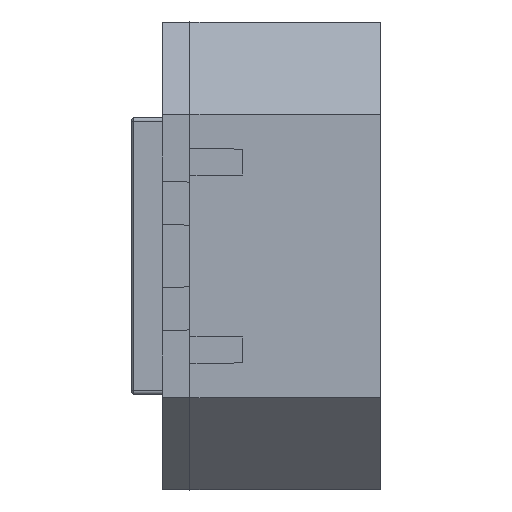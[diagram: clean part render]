
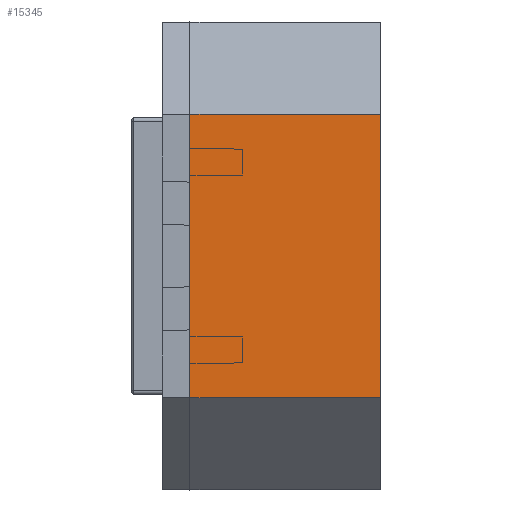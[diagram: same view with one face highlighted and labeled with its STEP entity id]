
A CAD part, left-side view. The second image highlights one B-rep face of the part: STEP entity #15345.
In plain terms, the highlighted planar face has unit normal (-1, 0, 0).
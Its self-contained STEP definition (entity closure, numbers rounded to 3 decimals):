
#124 = DIRECTION ( 'NONE',  ( 0., 0., -1. ) ) ;
#4047 = CARTESIAN_POINT ( 'NONE',  ( -104., -23., 31. ) ) ;
#6442 = DIRECTION ( 'NONE',  ( 1., 0., 0. ) ) ;
#8941 = VECTOR ( 'NONE', #51051, 1000. ) ;
#11372 = EDGE_CURVE ( 'NONE', #35662, #88722, #35989, .T. ) ;
#15345 = ADVANCED_FACE ( 'NONE', ( #95170 ), #65782, .F. ) ;
#23755 = VECTOR ( 'NONE', #30407, 1000. ) ;
#25752 = ORIENTED_EDGE ( 'NONE', *, *, #11372, .F. ) ;
#30407 = DIRECTION ( 'NONE',  ( 0., -1., 0. ) ) ;
#30865 = EDGE_LOOP ( 'NONE', ( #42290, #25752, #80700, #32135 ) ) ;
#32135 = ORIENTED_EDGE ( 'NONE', *, *, #121930, .T. ) ;
#35364 = CARTESIAN_POINT ( 'NONE',  ( -104., -23., 31. ) ) ;
#35662 = VERTEX_POINT ( 'NONE', #35364 ) ;
#35989 = LINE ( 'NONE', #4047, #46874 ) ;
#42290 = ORIENTED_EDGE ( 'NONE', *, *, #114335, .T. ) ;
#46874 = VECTOR ( 'NONE', #76688, 1000. ) ;
#50067 = CARTESIAN_POINT ( 'NONE',  ( -104., -23., 0. ) ) ;
#51051 = DIRECTION ( 'NONE',  ( 0., -1., 0. ) ) ;
#57629 = CARTESIAN_POINT ( 'NONE',  ( -104., 23., 31. ) ) ;
#60431 = CARTESIAN_POINT ( 'NONE',  ( -104., -23., 31. ) ) ;
#62119 = CARTESIAN_POINT ( 'NONE',  ( -104., 23., 31. ) ) ;
#63841 = CARTESIAN_POINT ( 'NONE',  ( -104., 23., 0. ) ) ;
#65782 = PLANE ( 'NONE',  #116865 ) ;
#68678 = VERTEX_POINT ( 'NONE', #57629 ) ;
#71692 = CARTESIAN_POINT ( 'NONE',  ( -104., -23., 0. ) ) ;
#73687 = LINE ( 'NONE', #60431, #23755 ) ;
#75775 = DIRECTION ( 'NONE',  ( 0., 0., -1. ) ) ;
#76688 = DIRECTION ( 'NONE',  ( 0., 0., -1. ) ) ;
#80700 = ORIENTED_EDGE ( 'NONE', *, *, #96734, .F. ) ;
#88722 = VERTEX_POINT ( 'NONE', #50067 ) ;
#95170 = FACE_OUTER_BOUND ( 'NONE', #30865, .T. ) ;
#96734 = EDGE_CURVE ( 'NONE', #68678, #35662, #73687, .T. ) ;
#105832 = CARTESIAN_POINT ( 'NONE',  ( -104., -23., 31. ) ) ;
#113688 = VECTOR ( 'NONE', #124, 1000. ) ;
#114335 = EDGE_CURVE ( 'NONE', #128613, #88722, #119167, .T. ) ;
#116865 = AXIS2_PLACEMENT_3D ( 'NONE', #105832, #6442, #75775 ) ;
#119167 = LINE ( 'NONE', #71692, #8941 ) ;
#121930 = EDGE_CURVE ( 'NONE', #68678, #128613, #123496, .T. ) ;
#123496 = LINE ( 'NONE', #62119, #113688 ) ;
#128613 = VERTEX_POINT ( 'NONE', #63841 ) ;
